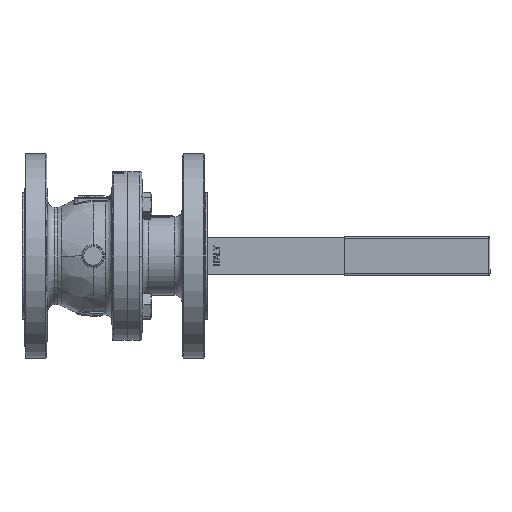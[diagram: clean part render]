
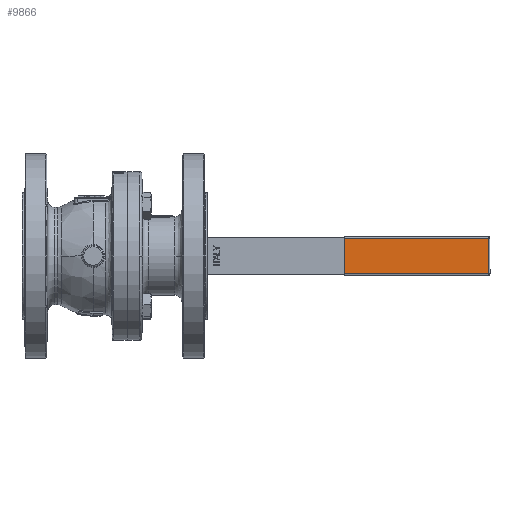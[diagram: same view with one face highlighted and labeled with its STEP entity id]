
A CAD part, front view. The second image highlights one B-rep face of the part: STEP entity #9866.
In plain terms, the highlighted planar face has unit normal (0, -1, 0).
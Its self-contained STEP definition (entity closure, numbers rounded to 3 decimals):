
#88 = VERTEX_POINT ( 'NONE', #19997 ) ;
#96 = EDGE_CURVE ( 'NONE', #40664, #88, #20005, .T. ) ;
#9808 = EDGE_CURVE ( 'NONE', #9809, #40664, #60215, .T. ) ;
#9809 = VERTEX_POINT ( 'NONE', #60210 ) ;
#9866 = ADVANCED_FACE ( 'NONE', ( #60549 ), #60548, .T. ) ;
#9867 = EDGE_LOOP ( 'NONE', ( #9868, #9871, #9873, #9874 ) ) ;
#9868 = ORIENTED_EDGE ( 'NONE', *, *, #9869, .T. ) ;
#9869 = EDGE_CURVE ( 'NONE', #88, #9870, #60541, .T. ) ;
#9870 = VERTEX_POINT ( 'NONE', #60525 ) ;
#9871 = ORIENTED_EDGE ( 'NONE', *, *, #9872, .F. ) ;
#9872 = EDGE_CURVE ( 'NONE', #9809, #9870, #60519, .T. ) ;
#9873 = ORIENTED_EDGE ( 'NONE', *, *, #9808, .T. ) ;
#9874 = ORIENTED_EDGE ( 'NONE', *, *, #96, .T. ) ;
#19997 = CARTESIAN_POINT ( 'NONE',  ( 319.5, 134.1, 14.5 ) ) ;
#20002 = DIRECTION ( 'NONE',  ( 0., 0., 1. ) ) ;
#20003 = VECTOR ( 'NONE', #20002, 1000. ) ;
#20004 = CARTESIAN_POINT ( 'NONE',  ( 319.5, 134.1, 0. ) ) ;
#20005 = LINE ( 'NONE', #20004, #20003 ) ;
#24886 = CARTESIAN_POINT ( 'NONE',  ( 319.5, 134.1, -14.5 ) ) ;
#40664 = VERTEX_POINT ( 'NONE', #24886 ) ;
#60210 = CARTESIAN_POINT ( 'NONE',  ( 203., 134.1, -14.5 ) ) ;
#60211 = DIRECTION ( 'NONE',  ( 1., 0., 0. ) ) ;
#60212 = VECTOR ( 'NONE', #60211, 1000. ) ;
#60213 = CARTESIAN_POINT ( 'NONE',  ( 261.25, 134.1, -14.5 ) ) ;
#60215 = LINE ( 'NONE', #60213, #60212 ) ;
#60514 = DIRECTION ( 'NONE',  ( 0., 0., 1. ) ) ;
#60515 = VECTOR ( 'NONE', #60514, 1000. ) ;
#60517 = CARTESIAN_POINT ( 'NONE',  ( 203., 134.1, 0. ) ) ;
#60519 = LINE ( 'NONE', #60517, #60515 ) ;
#60525 = CARTESIAN_POINT ( 'NONE',  ( 203., 134.1, 14.5 ) ) ;
#60527 = DIRECTION ( 'NONE',  ( -1., 0., 0. ) ) ;
#60528 = VECTOR ( 'NONE', #60527, 1000. ) ;
#60530 = CARTESIAN_POINT ( 'NONE',  ( 261.25, 134.1, 14.5 ) ) ;
#60535 = DIRECTION ( 'NONE',  ( 0., 0., -1. ) ) ;
#60537 = DIRECTION ( 'NONE',  ( 0., -1., 0. ) ) ;
#60539 = AXIS2_PLACEMENT_3D ( 'NONE', #60546, #60537, #60535 ) ;
#60541 = LINE ( 'NONE', #60530, #60528 ) ;
#60546 = CARTESIAN_POINT ( 'NONE',  ( 203., 134.1, 14.5 ) ) ;
#60548 = PLANE ( 'NONE',  #60539 ) ;
#60549 = FACE_OUTER_BOUND ( 'NONE', #9867, .T. ) ;
